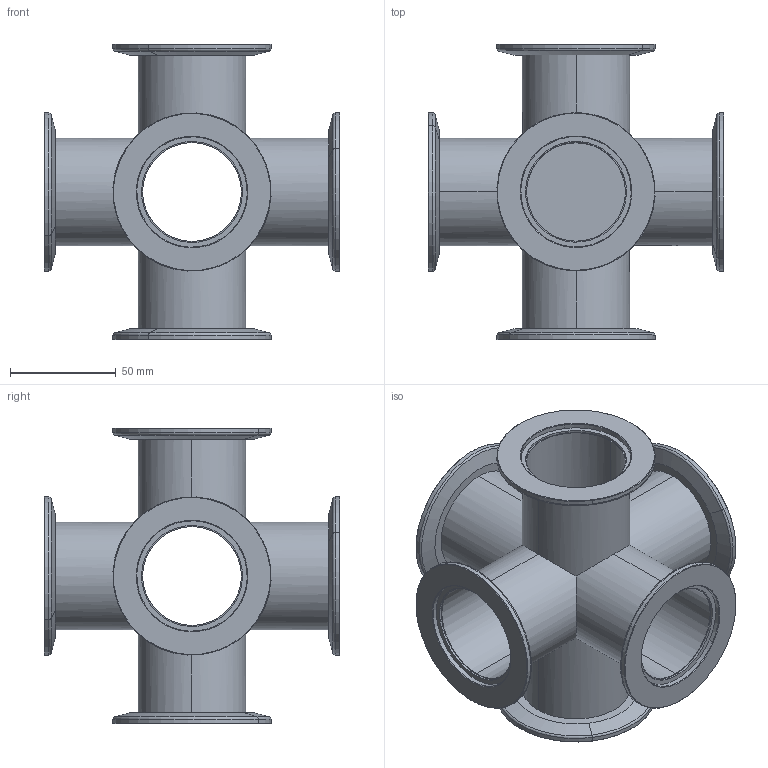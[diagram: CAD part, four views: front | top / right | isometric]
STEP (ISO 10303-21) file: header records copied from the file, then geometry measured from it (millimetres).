
FILE_DESCRIPTION (( 'STEP AP214' ), '1' );
FILE_NAME ('Hositrad_KX6-50-50.STEP', '2017-06-08T07:20:51', ( 'Gebruiker' ), ( '' ), 'SwSTEP 2.0', 'SolidWorks 2017', '' );
FILE_SCHEMA (( 'AUTOMOTIVE_DESIGN' ));
Length unit declared in the file: millimetre
Products named in the file (3): KF50WS_KF50-50; KX6-Tube-All_KT50-50; Hositrad_KX6-50-50
Assembly tree (7 placements, depth 2):
  Hositrad_KX6-50-50
    KX6-Tube-All_KT50-50
    KF50WS_KF50-50  x6
Bounding box: 140 x 140 x 140 mm (x, y, z)
Volume: 146781 mm3; surface area: 127121.8 mm2
Topology: 7 solids, 7 shells, 151 faces, 328 edges, 200 vertices
Faces by surface type: cylinder 72, cone 36, plane 31, torus 12
Entity records: 1694 total; most frequent: CARTESIAN_POINT 389, DIRECTION 260, ORIENTED_EDGE 256, EDGE_CURVE 128, AXIS2_PLACEMENT_3D 111, VERTEX_POINT 80, EDGE_LOOP 60, FACE_OUTER_BOUND 51
